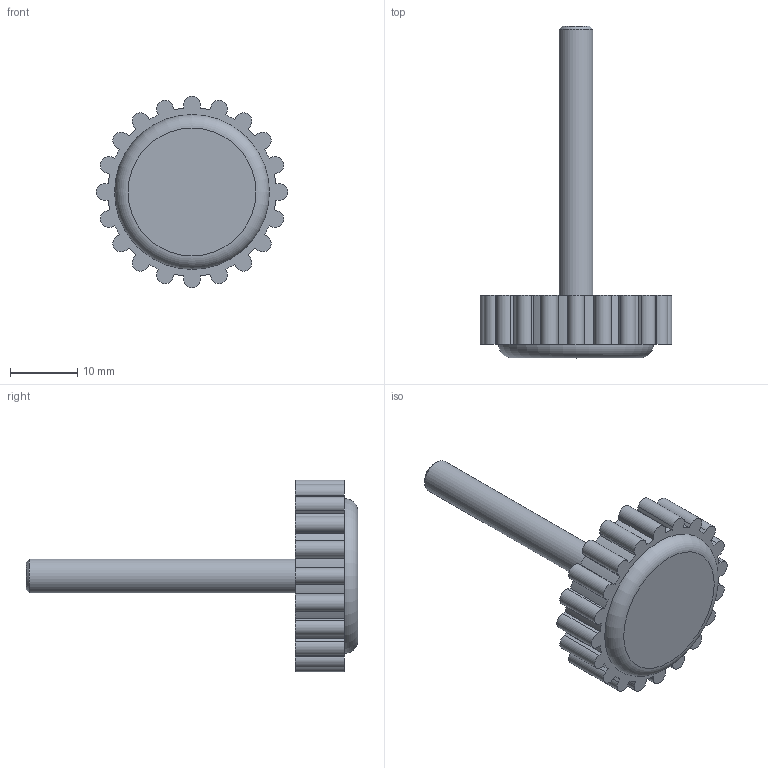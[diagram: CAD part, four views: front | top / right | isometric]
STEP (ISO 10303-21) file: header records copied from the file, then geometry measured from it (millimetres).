
FILE_DESCRIPTION( ( 'STEP AP214' ), '1' );
FILE_NAME( 'K0677.2805X040.stp', '2020-12-09T11:10:59', ( '' ), ( '' ), ' ', 'PARTsolutions', ' ' );
FILE_SCHEMA( ( 'AUTOMOTIVE_DESIGN { 1 0 10303 214 1 1 1 1 }' ) );
Length unit declared in the file: millimetre
Products named in the file (1): _K0677.2805X040
Bounding box: 28.5 x 49.3 x 28.5 mm (x, y, z)
Volume: 5686.8 mm3; surface area: 2781.6 mm2
Topology: 1 solids, 1 shells, 87 faces, 248 edges, 165 vertices
Faces by surface type: plane 44, cylinder 41, torus 1, cone 1
Full cylindrical faces by diameter (mm): 5 x1
Entity records: 3556 total; most frequent: DIRECTION 506, CARTESIAN_POINT 498, ORIENTED_EDGE 490, EDGE_CURVE 245, AXIS2_PLACEMENT_3D 173, VERTEX_POINT 165, LINE 160, VECTOR 160
